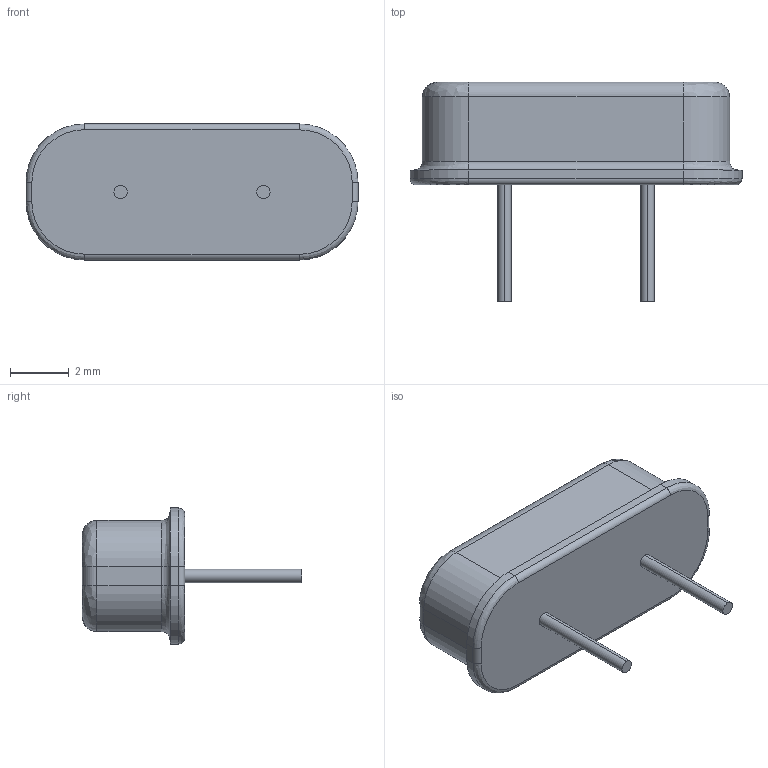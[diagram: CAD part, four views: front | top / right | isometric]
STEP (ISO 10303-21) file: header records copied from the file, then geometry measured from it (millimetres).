
FILE_DESCRIPTION (( 'STEP AP214' ), '1' );
FILE_NAME ('User Library-SW3dPS-HP49US.STEP', '2020-02-15T04:56:05', ( '' ), ( '' ), 'SwSTEP 2.0', 'SolidWorks 2019', '' );
FILE_SCHEMA (( 'AUTOMOTIVE_DESIGN' ));
Length unit declared in the file: millimetre
Products named in the file (1): User Library-SW3dPS-HP49US
Bounding box: 11.35 x 7.5 x 4.65 mm (x, y, z)
Volume: 138.2 mm3; surface area: 190.8 mm2
Topology: 1 solids, 1 shells, 49 faces, 108 edges, 64 vertices
Faces by surface type: cylinder 24, plane 13, bspline 12
Entity records: 1594 total; most frequent: CARTESIAN_POINT 502, DIRECTION 220, ORIENTED_EDGE 216, EDGE_CURVE 108, AXIS2_PLACEMENT_3D 86, VERTEX_POINT 64, EDGE_LOOP 52, FACE_OUTER_BOUND 49
